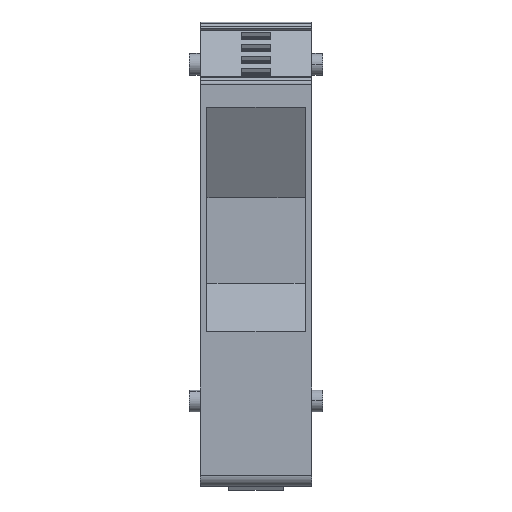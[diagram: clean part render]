
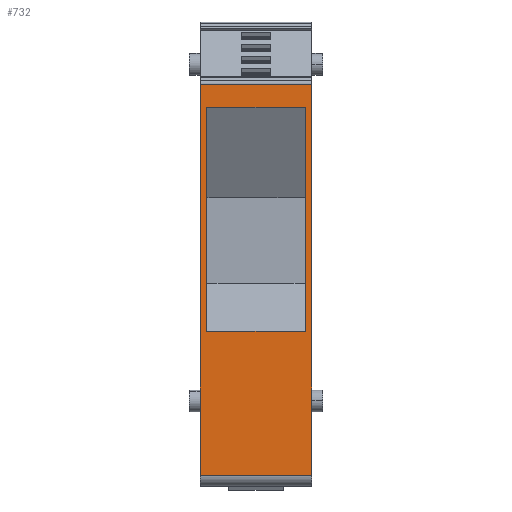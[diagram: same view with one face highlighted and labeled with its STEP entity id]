
A CAD part, front view. The second image highlights one B-rep face of the part: STEP entity #732.
In plain terms, the highlighted planar face has unit normal (0, -1, 0).
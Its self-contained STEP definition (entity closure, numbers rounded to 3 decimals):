
#671=AXIS2_PLACEMENT_3D('Plane Axis2P3D',#668,#669,#670) ;
#103=CARTESIAN_POINT('Line Origine',(22.4,0.,38.504)) ;
#107=CARTESIAN_POINT('Vertex',(22.4,0.,74.297)) ;
#109=CARTESIAN_POINT('Vertex',(22.4,0.,2.711)) ;
#668=CARTESIAN_POINT('Axis2P3D Location',(2.,0.,74.297)) ;
#673=CARTESIAN_POINT('Line Origine',(12.2,0.,74.297)) ;
#677=CARTESIAN_POINT('Vertex',(2.,0.,74.297)) ;
#680=CARTESIAN_POINT('Line Origine',(2.,0.,38.504)) ;
#684=CARTESIAN_POINT('Vertex',(2.,0.,2.711)) ;
#687=CARTESIAN_POINT('Line Origine',(12.2,0.,2.711)) ;
#698=CARTESIAN_POINT('Line Origine',(21.2,0.,49.6)) ;
#702=CARTESIAN_POINT('Vertex',(21.2,0.,70.139)) ;
#704=CARTESIAN_POINT('Vertex',(21.2,0.,29.061)) ;
#707=CARTESIAN_POINT('Line Origine',(12.2,0.,29.061)) ;
#711=CARTESIAN_POINT('Vertex',(3.2,0.,29.061)) ;
#714=CARTESIAN_POINT('Line Origine',(3.2,0.,49.6)) ;
#718=CARTESIAN_POINT('Vertex',(3.2,0.,70.139)) ;
#721=CARTESIAN_POINT('Line Origine',(12.2,0.,70.139)) ;
#104=DIRECTION('Vector Direction',(0.,0.,-1.)) ;
#669=DIRECTION('Axis2P3D Direction',(0.,-1.,0.)) ;
#670=DIRECTION('Axis2P3D XDirection',(0.,0.,-1.)) ;
#674=DIRECTION('Vector Direction',(1.,0.,0.)) ;
#681=DIRECTION('Vector Direction',(0.,0.,-1.)) ;
#688=DIRECTION('Vector Direction',(1.,0.,0.)) ;
#699=DIRECTION('Vector Direction',(0.,0.,-1.)) ;
#708=DIRECTION('Vector Direction',(-1.,0.,0.)) ;
#715=DIRECTION('Vector Direction',(0.,0.,1.)) ;
#722=DIRECTION('Vector Direction',(-1.,0.,0.)) ;
#105=VECTOR('Line Direction',#104,1.) ;
#675=VECTOR('Line Direction',#674,1.) ;
#682=VECTOR('Line Direction',#681,1.) ;
#689=VECTOR('Line Direction',#688,1.) ;
#700=VECTOR('Line Direction',#699,1.) ;
#709=VECTOR('Line Direction',#708,1.) ;
#716=VECTOR('Line Direction',#715,1.) ;
#723=VECTOR('Line Direction',#722,1.) ;
#693=ORIENTED_EDGE('',*,*,#679,.F.) ;
#694=ORIENTED_EDGE('',*,*,#686,.F.) ;
#695=ORIENTED_EDGE('',*,*,#691,.F.) ;
#696=ORIENTED_EDGE('',*,*,#111,.F.) ;
#727=ORIENTED_EDGE('',*,*,#706,.T.) ;
#728=ORIENTED_EDGE('',*,*,#713,.T.) ;
#729=ORIENTED_EDGE('',*,*,#720,.T.) ;
#730=ORIENTED_EDGE('',*,*,#725,.F.) ;
#731=FACE_BOUND('',#726,.T.) ;
#732=ADVANCED_FACE('Hauptk\X2\00F6\X0\rper',(#697,#731),#672,.T.) ;
#111=EDGE_CURVE('',#108,#110,#106,.T.) ;
#679=EDGE_CURVE('',#678,#108,#676,.T.) ;
#686=EDGE_CURVE('',#685,#678,#683,.F.) ;
#691=EDGE_CURVE('',#110,#685,#690,.F.) ;
#706=EDGE_CURVE('',#703,#705,#701,.T.) ;
#713=EDGE_CURVE('',#705,#712,#710,.T.) ;
#720=EDGE_CURVE('',#712,#719,#717,.T.) ;
#725=EDGE_CURVE('',#703,#719,#724,.T.) ;
#692=EDGE_LOOP('',(#693,#694,#695,#696)) ;
#726=EDGE_LOOP('',(#727,#728,#729,#730)) ;
#697=FACE_OUTER_BOUND('',#692,.T.) ;
#106=LINE('Line',#103,#105) ;
#676=LINE('Line',#673,#675) ;
#683=LINE('Line',#680,#682) ;
#690=LINE('Line',#687,#689) ;
#701=LINE('Line',#698,#700) ;
#710=LINE('Line',#707,#709) ;
#717=LINE('Line',#714,#716) ;
#724=LINE('Line',#721,#723) ;
#672=PLANE('',#671) ;
#108=VERTEX_POINT('',#107) ;
#110=VERTEX_POINT('',#109) ;
#678=VERTEX_POINT('',#677) ;
#685=VERTEX_POINT('',#684) ;
#703=VERTEX_POINT('',#702) ;
#705=VERTEX_POINT('',#704) ;
#712=VERTEX_POINT('',#711) ;
#719=VERTEX_POINT('',#718) ;
